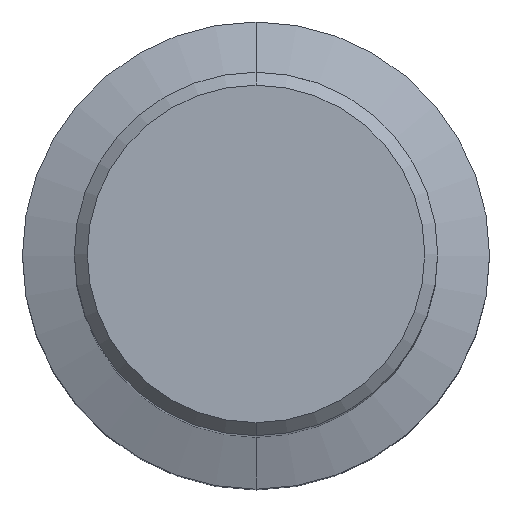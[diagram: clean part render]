
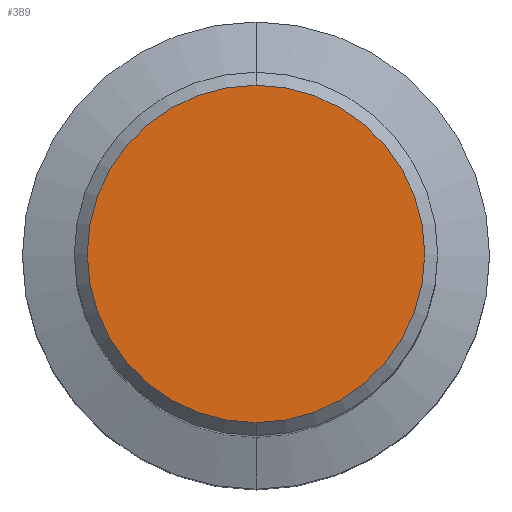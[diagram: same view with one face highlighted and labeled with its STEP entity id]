
A CAD part, top view. The second image highlights one B-rep face of the part: STEP entity #389.
In plain terms, the highlighted planar face has unit normal (0, 0, 1).
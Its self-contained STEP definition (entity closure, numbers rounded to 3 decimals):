
#205=EDGE_CURVE('',#527,#235,#560,.T.);
#235=VERTEX_POINT('',#592);
#389=ADVANCED_FACE('',(#763),#764,.T.);
#417=EDGE_CURVE('',#235,#527,#797,.T.);
#527=VERTEX_POINT('',#917);
#560=CIRCLE('',#947,13.0);
#592=CARTESIAN_POINT('',(0.,-13.0,0.0));
#763=FACE_OUTER_BOUND('',#1524,.T.);
#764=PLANE('',#1525);
#797=CIRCLE('',#1579,13.0);
#917=CARTESIAN_POINT('',(0.0,13.0,0.0));
#947=AXIS2_PLACEMENT_3D('',#1808,#1809,#1810);
#1524=EDGE_LOOP('',(#2026,#2027));
#1525=AXIS2_PLACEMENT_3D('',#2028,#2029,#2030);
#1579=AXIS2_PLACEMENT_3D('',#2076,#2077,#2078);
#1808=CARTESIAN_POINT('',(0.0,0.0,0.0));
#1809=DIRECTION('',(0.0,0.0,-1.0));
#1810=DIRECTION('',(0.0,1.0,0.0));
#2026=ORIENTED_EDGE('',*,*,#205,.F.);
#2027=ORIENTED_EDGE('',*,*,#417,.F.);
#2028=CARTESIAN_POINT('',(0.0,6.5,0.0));
#2029=DIRECTION('',(-0.0,0.0,1.0));
#2030=DIRECTION('',(0.0,-1.0,0.0));
#2076=CARTESIAN_POINT('',(0.0,0.0,0.0));
#2077=DIRECTION('',(0.0,0.0,-1.0));
#2078=DIRECTION('',(0.0,1.0,0.0));
